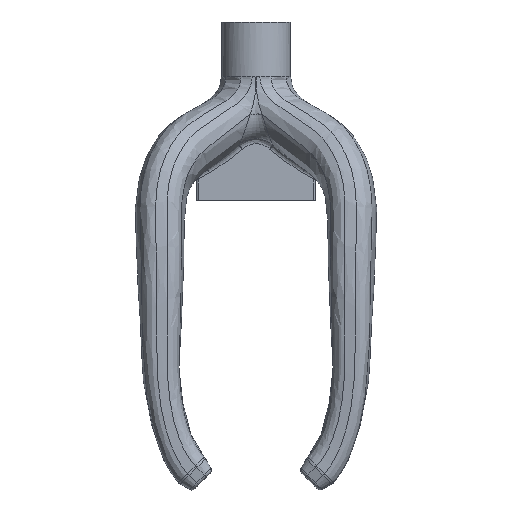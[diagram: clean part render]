
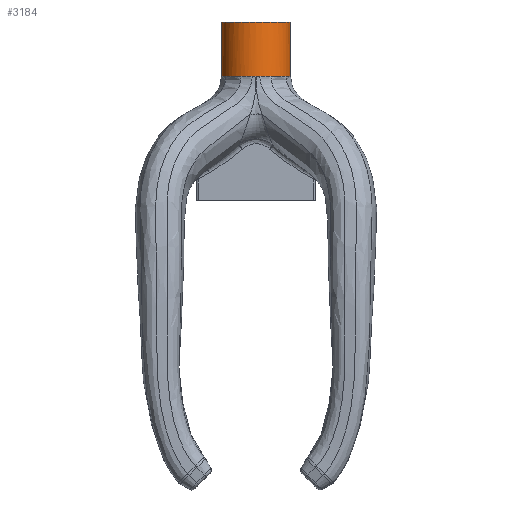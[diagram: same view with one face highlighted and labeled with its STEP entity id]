
A CAD part, front view. The second image highlights one B-rep face of the part: STEP entity #3184.
In plain terms, the highlighted cylindrical face has radius 9.5 mm (diameter 19 mm), a full revolution.
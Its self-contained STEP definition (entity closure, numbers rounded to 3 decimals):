
#73=LINE('',#12593,#142);
#142=VECTOR('',#3573,9.5);
#210=CYLINDRICAL_SURFACE('',#3377,9.5);
#264=FACE_OUTER_BOUND('',#466,.T.);
#466=EDGE_LOOP('',(#2160,#2161,#2162,#2163,#2164,#2165,#2166,#2167,#2168,
#2169,#2170,#2171,#2172,#2173));
#1000=CIRCLE('',#3376,9.5);
#1001=CIRCLE('',#3378,9.5);
#1002=CIRCLE('',#3379,9.5);
#1003=CIRCLE('',#3380,9.5);
#1004=CIRCLE('',#3381,9.5);
#1005=CIRCLE('',#3382,9.5);
#1006=CIRCLE('',#3383,9.5);
#1007=CIRCLE('',#3384,9.5);
#1008=CIRCLE('',#3385,9.5);
#1009=CIRCLE('',#3386,9.5);
#1010=CIRCLE('',#3387,9.5);
#1011=CIRCLE('',#3388,9.5);
#1193=VERTEX_POINT('',#12491);
#1194=VERTEX_POINT('',#12492);
#1200=VERTEX_POINT('',#12590);
#1201=VERTEX_POINT('',#12592);
#1202=VERTEX_POINT('',#12594);
#1203=VERTEX_POINT('',#12596);
#1204=VERTEX_POINT('',#12598);
#1205=VERTEX_POINT('',#12600);
#1206=VERTEX_POINT('',#12602);
#1207=VERTEX_POINT('',#12604);
#1208=VERTEX_POINT('',#12606);
#1209=VERTEX_POINT('',#12609);
#1557=EDGE_CURVE('',#1193,#1194,#1000,.T.);
#1565=EDGE_CURVE('',#1200,#1200,#1001,.T.);
#1566=EDGE_CURVE('',#1200,#1201,#73,.T.);
#1567=EDGE_CURVE('',#1201,#1202,#1002,.T.);
#1568=EDGE_CURVE('',#1202,#1203,#1003,.T.);
#1569=EDGE_CURVE('',#1203,#1204,#1004,.T.);
#1570=EDGE_CURVE('',#1204,#1205,#1005,.T.);
#1571=EDGE_CURVE('',#1205,#1206,#1006,.T.);
#1572=EDGE_CURVE('',#1206,#1207,#1007,.T.);
#1573=EDGE_CURVE('',#1207,#1208,#1008,.T.);
#1574=EDGE_CURVE('',#1208,#1193,#1009,.T.);
#1575=EDGE_CURVE('',#1194,#1209,#1010,.T.);
#1576=EDGE_CURVE('',#1209,#1201,#1011,.T.);
#2160=ORIENTED_EDGE('',*,*,#1565,.F.);
#2161=ORIENTED_EDGE('',*,*,#1566,.T.);
#2162=ORIENTED_EDGE('',*,*,#1567,.T.);
#2163=ORIENTED_EDGE('',*,*,#1568,.T.);
#2164=ORIENTED_EDGE('',*,*,#1569,.T.);
#2165=ORIENTED_EDGE('',*,*,#1570,.T.);
#2166=ORIENTED_EDGE('',*,*,#1571,.T.);
#2167=ORIENTED_EDGE('',*,*,#1572,.T.);
#2168=ORIENTED_EDGE('',*,*,#1573,.T.);
#2169=ORIENTED_EDGE('',*,*,#1574,.T.);
#2170=ORIENTED_EDGE('',*,*,#1557,.T.);
#2171=ORIENTED_EDGE('',*,*,#1575,.T.);
#2172=ORIENTED_EDGE('',*,*,#1576,.T.);
#2173=ORIENTED_EDGE('',*,*,#1566,.F.);
#3184=ADVANCED_FACE('',(#264),#210,.T.);
#3376=AXIS2_PLACEMENT_3D('',#12493,#3567,#3568);
#3377=AXIS2_PLACEMENT_3D('',#12589,#3569,#3570);
#3378=AXIS2_PLACEMENT_3D('',#12591,#3571,#3572);
#3379=AXIS2_PLACEMENT_3D('',#12595,#3574,#3575);
#3380=AXIS2_PLACEMENT_3D('',#12597,#3576,#3577);
#3381=AXIS2_PLACEMENT_3D('',#12599,#3578,#3579);
#3382=AXIS2_PLACEMENT_3D('',#12601,#3580,#3581);
#3383=AXIS2_PLACEMENT_3D('',#12603,#3582,#3583);
#3384=AXIS2_PLACEMENT_3D('',#12605,#3584,#3585);
#3385=AXIS2_PLACEMENT_3D('',#12607,#3586,#3587);
#3386=AXIS2_PLACEMENT_3D('',#12608,#3588,#3589);
#3387=AXIS2_PLACEMENT_3D('',#12610,#3590,#3591);
#3388=AXIS2_PLACEMENT_3D('',#12611,#3592,#3593);
#3567=DIRECTION('center_axis',(0.,0.,1.));
#3568=DIRECTION('ref_axis',(1.,0.,0.));
#3569=DIRECTION('center_axis',(0.,0.,1.));
#3570=DIRECTION('ref_axis',(1.,0.,0.));
#3571=DIRECTION('center_axis',(0.,0.,1.));
#3572=DIRECTION('ref_axis',(1.,0.,0.));
#3573=DIRECTION('',(0.,0.,-1.));
#3574=DIRECTION('center_axis',(0.,0.,1.));
#3575=DIRECTION('ref_axis',(1.,0.,0.));
#3576=DIRECTION('center_axis',(0.,0.,1.));
#3577=DIRECTION('ref_axis',(1.,0.,0.));
#3578=DIRECTION('center_axis',(0.,0.,1.));
#3579=DIRECTION('ref_axis',(1.,0.,0.));
#3580=DIRECTION('center_axis',(0.,0.,1.));
#3581=DIRECTION('ref_axis',(1.,0.,0.));
#3582=DIRECTION('center_axis',(0.,0.,1.));
#3583=DIRECTION('ref_axis',(1.,0.,0.));
#3584=DIRECTION('center_axis',(0.,0.,1.));
#3585=DIRECTION('ref_axis',(1.,0.,0.));
#3586=DIRECTION('center_axis',(0.,0.,1.));
#3587=DIRECTION('ref_axis',(1.,0.,0.));
#3588=DIRECTION('center_axis',(0.,0.,1.));
#3589=DIRECTION('ref_axis',(1.,0.,0.));
#3590=DIRECTION('center_axis',(0.,0.,1.));
#3591=DIRECTION('ref_axis',(1.,0.,0.));
#3592=DIRECTION('center_axis',(0.,0.,1.));
#3593=DIRECTION('ref_axis',(1.,0.,0.));
#12491=CARTESIAN_POINT('',(152.258,-107.641,159.114));
#12492=CARTESIAN_POINT('',(147.715,-106.485,159.114));
#12493=CARTESIAN_POINT('Origin',(147.715,-115.985,159.114));
#12589=CARTESIAN_POINT('Origin',(147.715,-115.985,159.114));
#12590=CARTESIAN_POINT('',(138.215,-115.985,174.114));
#12591=CARTESIAN_POINT('Origin',(147.715,-115.985,174.114));
#12592=CARTESIAN_POINT('',(138.215,-115.985,159.114));
#12593=CARTESIAN_POINT('',(138.215,-115.985,159.114));
#12594=CARTESIAN_POINT('',(139.372,-120.528,159.114));
#12595=CARTESIAN_POINT('Origin',(147.715,-115.985,159.114));
#12596=CARTESIAN_POINT('',(143.577,-124.536,159.114));
#12597=CARTESIAN_POINT('Origin',(147.715,-115.985,159.114));
#12598=CARTESIAN_POINT('',(146.649,-125.425,159.114));
#12599=CARTESIAN_POINT('Origin',(147.715,-115.985,159.114));
#12600=CARTESIAN_POINT('',(147.715,-125.485,159.114));
#12601=CARTESIAN_POINT('Origin',(147.715,-115.985,159.114));
#12602=CARTESIAN_POINT('',(148.781,-125.425,159.114));
#12603=CARTESIAN_POINT('Origin',(147.715,-115.985,159.114));
#12604=CARTESIAN_POINT('',(151.853,-124.536,159.114));
#12605=CARTESIAN_POINT('Origin',(147.715,-115.985,159.114));
#12606=CARTESIAN_POINT('',(156.058,-120.528,159.114));
#12607=CARTESIAN_POINT('Origin',(147.715,-115.985,159.114));
#12608=CARTESIAN_POINT('Origin',(147.715,-115.985,159.114));
#12609=CARTESIAN_POINT('',(143.172,-107.641,159.114));
#12610=CARTESIAN_POINT('Origin',(147.715,-115.985,159.114));
#12611=CARTESIAN_POINT('Origin',(147.715,-115.985,159.114));
